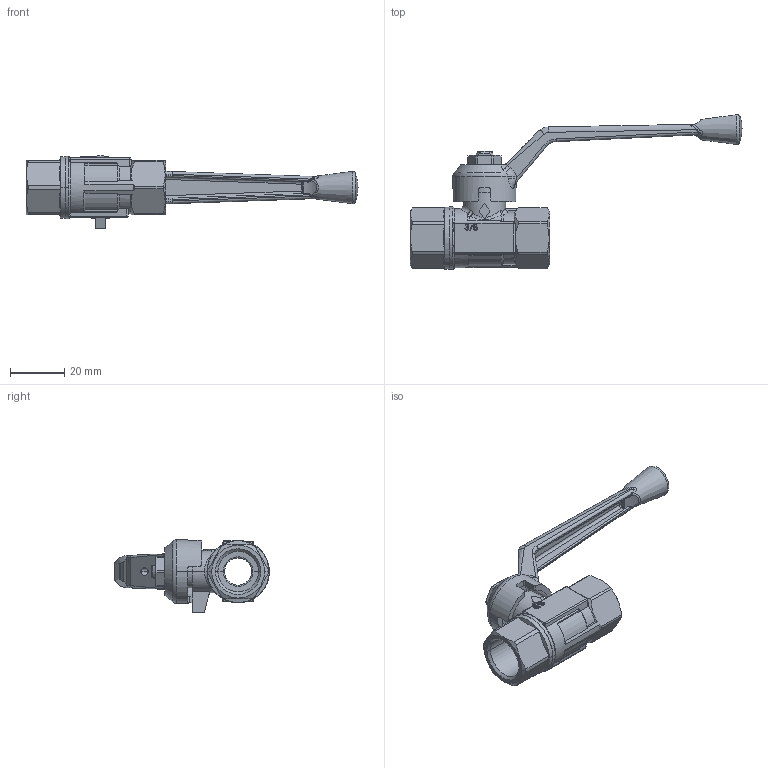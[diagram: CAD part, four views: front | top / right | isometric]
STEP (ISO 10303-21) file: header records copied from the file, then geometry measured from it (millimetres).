
FILE_DESCRIPTION(('Creo Elements/Direct Modeling STEP Export'),'2;1');
FILE_NAME('1700030000.stp','2019-01-22T13:23:43',(''),(''),'Creo Elements/Direct Modeling STEP processor for AP214 (Solid Model)','Creo Elements/Direct Modeling 19.0G 27-Nov-2017 (C) Parametric Technology GmbH','');
FILE_SCHEMA(('AUTOMOTIVE_DESIGN { 1 0 10303 214 1 1 1 1 }'));
Length unit declared in the file: millimetre
Products named in the file (2): 1700030000
Assembly tree (1 placements, depth 2):
  1700030000
    1700030000
Bounding box: 122.5 x 57.04 x 26.75 mm (x, y, z)
Volume: 20355.6 mm3; surface area: 12565.7 mm2
Topology: 1 solids, 3 shells, 572 faces, 1515 edges, 950 vertices
Faces by surface type: plane 266, cylinder 126, cone 90, bspline 60, torus 17, sphere 10, extrusion 3
Entity records: 37637 total; most frequent: CARTESIAN_POINT 23251, ORIENTED_EDGE 3006, DIRECTION 2096, EDGE_CURVE 1503, VERTEX_POINT 950, VECTOR 772, LINE 769, AXIS2_PLACEMENT_3D 662
